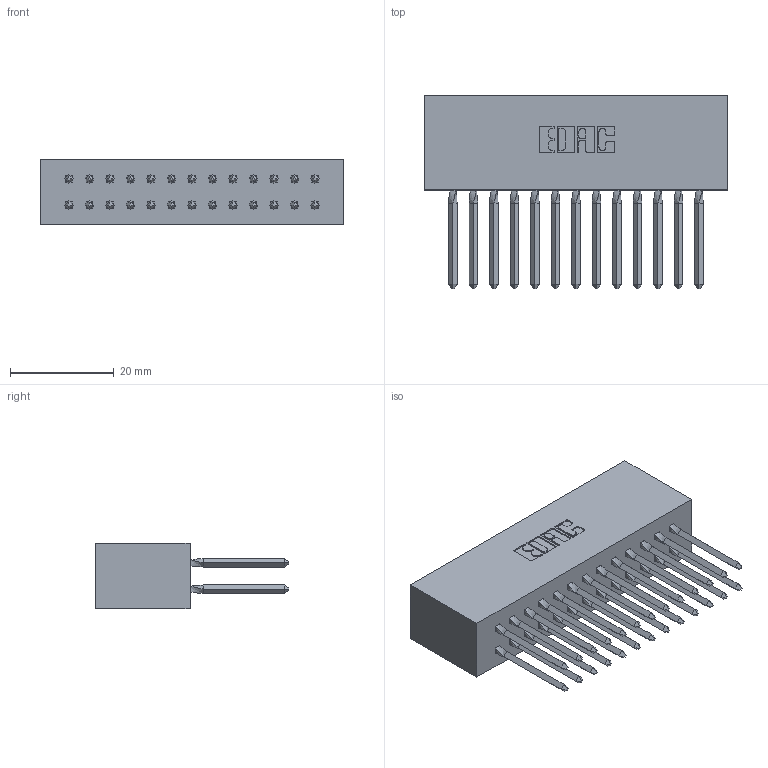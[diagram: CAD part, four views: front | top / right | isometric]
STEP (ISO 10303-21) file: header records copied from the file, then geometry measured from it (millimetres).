
FILE_DESCRIPTION (( 'STEP AP203' ), '1' );
FILE_NAME ('317-026-542-801.STEP', '2020-02-27T18:53:25', ( '' ), ( '' ), 'SwSTEP 2.0', 'SolidWorks 2016', '' );
FILE_SCHEMA (( 'CONFIG_CONTROL_DESIGN' ));
Length unit declared in the file: inch
Products named in the file (3): 317 Part_Lugless; 317-026-542-801; 317-290-003_542
Assembly tree (27 placements, depth 2):
  317-026-542-801
    317 Part_Lugless
    317-290-003_542  x26
Bounding box: 58.72 x 37.34 x 12.7 mm (x, y, z)
Volume: 10429.8 mm3; surface area: 13749.8 mm2
Topology: 27 solids, 27 shells, 1572 faces, 4399 edges, 2810 vertices
Faces by surface type: plane 1246, cylinder 222, bspline 104
Entity records: 21445 total; most frequent: CARTESIAN_POINT 3985, ORIENTED_EDGE 3648, DIRECTION 3112, EDGE_CURVE 1824, LINE 1662, VECTOR 1662, VERTEX_POINT 1210, AXIS2_PLACEMENT_3D 725
